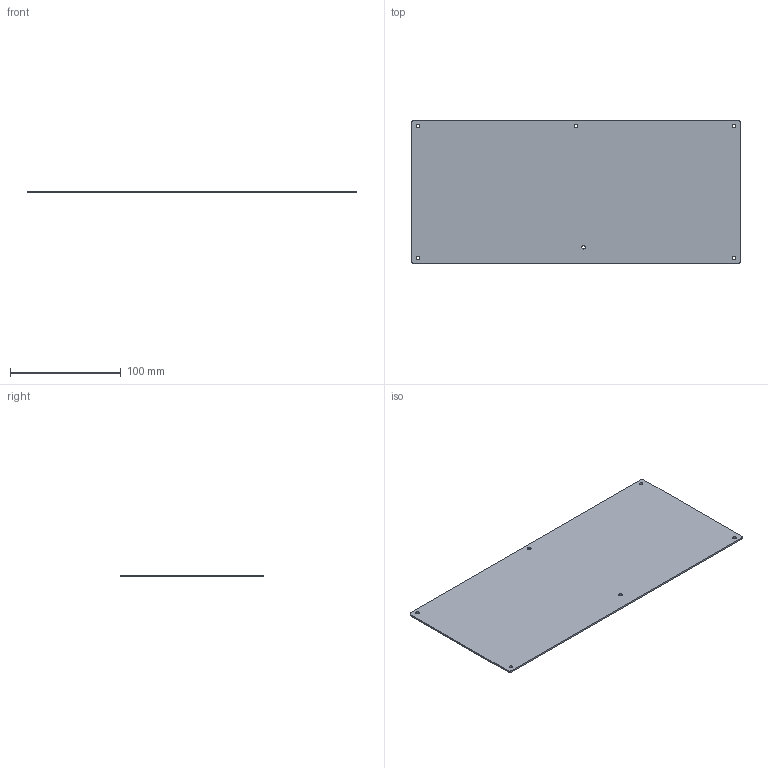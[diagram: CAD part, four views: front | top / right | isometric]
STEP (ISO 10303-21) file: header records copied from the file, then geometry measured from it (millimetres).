
FILE_DESCRIPTION(('KiCad electronic assembly'),'2;1');
FILE_NAME('GlyphMatrix_Plate.step','2025-07-11T21:16:45',('Pcbnew'),( 'Kicad'),'Open CASCADE STEP processor 7.8','KiCad to STEP converter' ,'Unknown');
FILE_SCHEMA(('AUTOMOTIVE_DESIGN { 1 0 10303 214 1 1 1 1 }'));
Length unit declared in the file: millimetre
Products named in the file (2): GlyphMatrix_Plate 1; GlyphMatrix_Plate_PCB
Assembly tree (1 placements, depth 2):
  GlyphMatrix_Plate 1
    GlyphMatrix_Plate_PCB
Bounding box: 298.35 x 128.59 x 1.51 mm (x, y, z)
Volume: 57851.7 mm3; surface area: 78000 mm2
Topology: 1 solids, 1 shells, 16 faces, 42 edges, 28 vertices
Faces by surface type: cylinder 10, plane 6
Full cylindrical faces by diameter (mm): 3.2 x6
Entity records: 567 total; most frequent: DIRECTION 98, CARTESIAN_POINT 88, ORIENTED_EDGE 84, EDGE_CURVE 42, AXIS2_PLACEMENT_3D 38, FACE_BOUND 28, EDGE_LOOP 28, VERTEX_POINT 28
